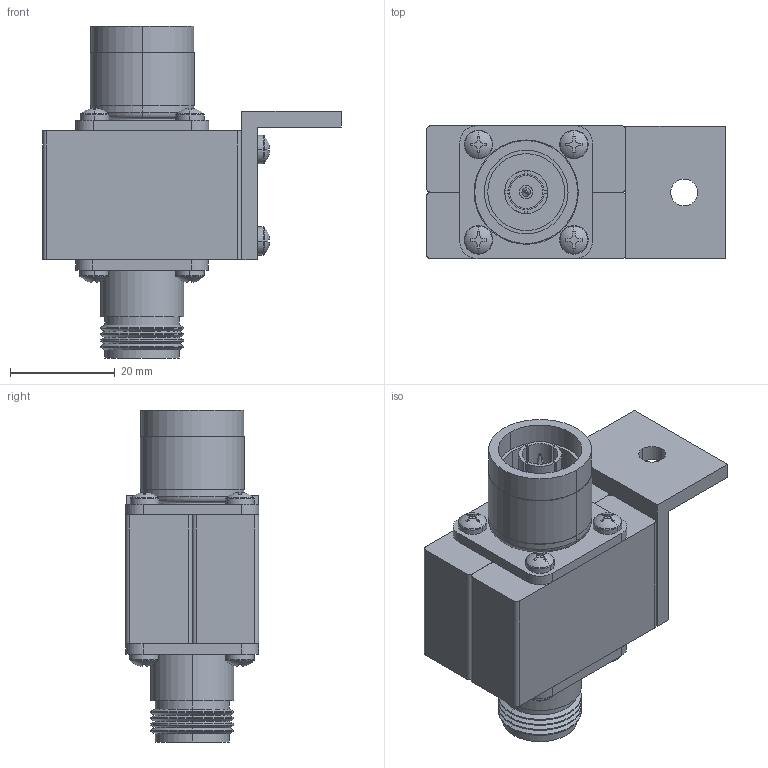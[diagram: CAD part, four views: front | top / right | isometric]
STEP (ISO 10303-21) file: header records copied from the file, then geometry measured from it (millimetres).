
FILE_DESCRIPTION (( 'STEP AP214' ), '1' );
FILE_NAME ('IS-B50LN-C0-MA.STEP', '2019-03-19T18:33:37', ( '' ), ( '' ), 'SwSTEP 2.0', 'SolidWorks 2018', '' );
FILE_SCHEMA (( 'AUTOMOTIVE_DESIGN' ));
Length unit declared in the file: inch
Products named in the file (21): Solder_2600-163; 1081-0251-05; 5210-0018; 9040-0594; 9040-0592; IS-B50LN-C0-MAC^IS-B50LN-C0-MA; 7020-0772_Hidden; 7050-0010_Hidden; 1200-446^IS-B50LN-C0-MA; 2011-6100; IS-B50LN-C0-MAB^IS-B50LN-C0-MA; Solder_2600-166; 2011-6100-02; 7060-0010_Hidden; Solder_6040-0016; 7020-0473; 5100-0002; IS-B50LN-C0-MA; 5330-001; 2012-6100; MFGTDI-043^9040-0592
Assembly tree (21 placements, depth 4):
  Solder_2600-163
  IS-B50LN-C0-MAC^IS-B50LN-C0-MA
  7020-0772_Hidden
  7050-0010_Hidden
  1200-446^IS-B50LN-C0-MA
Bounding box: 57.15 x 25.53 x 63.5 mm (x, y, z)
Volume: 30988.7 mm3; surface area: 21248.9 mm2
Topology: 18 solids, 18 shells, 2623 faces, 6430 edges, 3936 vertices
Faces by surface type: plane 1161, cone 646, cylinder 590, bspline 170, torus 54, sphere 2
Entity records: 67173 total; most frequent: CARTESIAN_POINT 17439, ORIENTED_EDGE 7756, DIRECTION 6651, EDGE_CURVE 3878, LINE 2993, VECTOR 2993, VERTEX_POINT 2539, AXIS2_PLACEMENT_3D 1829
